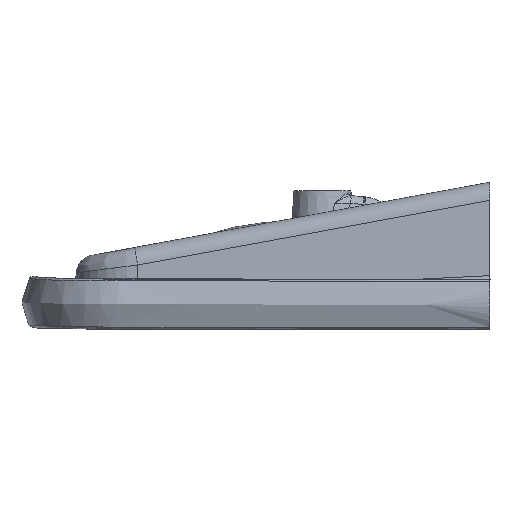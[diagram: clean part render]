
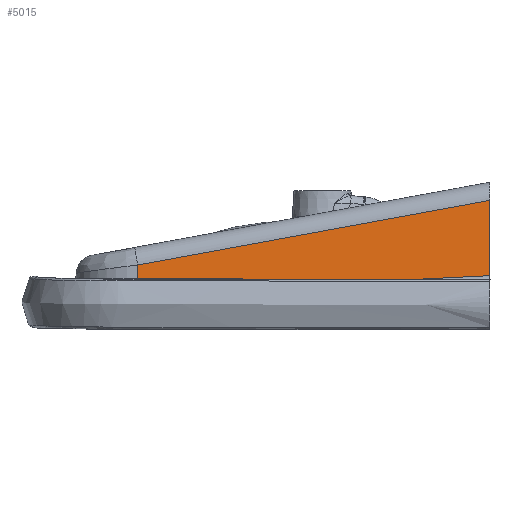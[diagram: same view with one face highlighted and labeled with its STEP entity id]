
A CAD part, left-side view. The second image highlights one B-rep face of the part: STEP entity #5015.
In plain terms, the highlighted planar face has unit normal (-0.997, 0.021, 0.072).
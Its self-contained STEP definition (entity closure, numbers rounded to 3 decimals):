
#601=CARTESIAN_POINT('',(-259.503,-195.,66.995));
#603=DIRECTION('',(0.072,0.,0.997));
#604=VECTOR('',#603,90.11);
#605=CARTESIAN_POINT('',(-259.503,-195.,66.995));
#606=LINE('',#605,#604);
#723=DIRECTION('',(-0.008,-0.984,0.181));
#724=VECTOR('',#723,427.619);
#725=CARTESIAN_POINT('',(-249.749,225.582,79.677));
#726=LINE('',#725,#724);
#727=DIRECTION('',(0.017,0.999,-0.049));
#728=VECTOR('',#727,422.454);
#729=CARTESIAN_POINT('',(-259.503,-195.,66.995));
#730=LINE('',#729,#728);
#731=DIRECTION('',(0.072,-0.038,0.997));
#732=VECTOR('',#731,33.693);
#733=CARTESIAN_POINT('',(-252.159,226.872,46.095));
#734=LINE('',#733,#732);
#3305=VERTEX_POINT('',#601);
#3306=CARTESIAN_POINT('',(-252.982,-195.,156.868));
#3307=VERTEX_POINT('',#3306);
#3538=CARTESIAN_POINT('',(-249.749,225.582,79.677));
#3539=VERTEX_POINT('',#3538);
#3540=CARTESIAN_POINT('',(-252.159,226.872,46.095));
#3541=VERTEX_POINT('',#3540);
#5002=CARTESIAN_POINT('',(-263.5,-195.,11.907));
#5003=DIRECTION('',(0.997,-0.021,-0.072));
#5004=DIRECTION('',(-0.072,0.,-0.997));
#5005=AXIS2_PLACEMENT_3D('',#5002,#5003,#5004);
#5006=PLANE('',#5005);
#5007=ORIENTED_EDGE('',*,*,#4995,.T.);
#5008=ORIENTED_EDGE('',*,*,#4813,.F.);
#5010=ORIENTED_EDGE('',*,*,#5009,.T.);
#5012=ORIENTED_EDGE('',*,*,#5011,.T.);
#5013=EDGE_LOOP('',(#5007,#5008,#5010,#5012));
#5014=FACE_OUTER_BOUND('',#5013,.F.);
#4813=EDGE_CURVE('',#3305,#3307,#606,.T.);
#4995=EDGE_CURVE('',#3539,#3307,#726,.T.);
#5009=EDGE_CURVE('',#3305,#3541,#730,.T.);
#5011=EDGE_CURVE('',#3541,#3539,#734,.T.);
#5015=ADVANCED_FACE('',(#5014),#5006,.F.);
